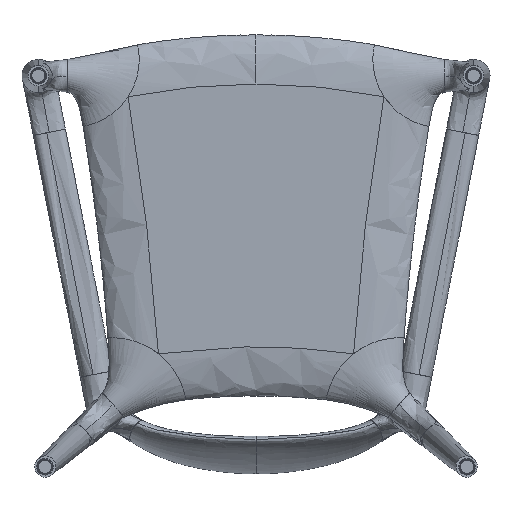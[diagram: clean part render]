
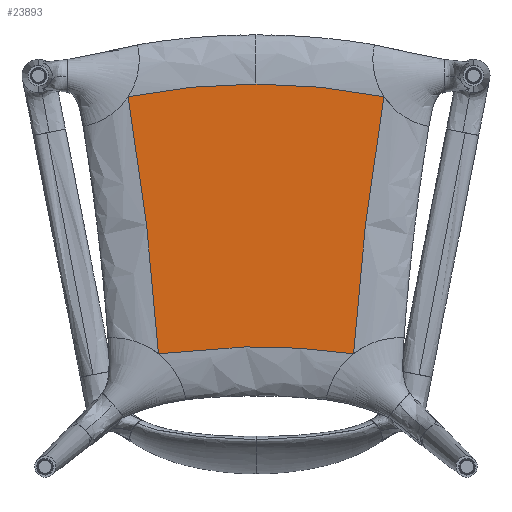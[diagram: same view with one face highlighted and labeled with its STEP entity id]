
A CAD part, front view. The second image highlights one B-rep face of the part: STEP entity #23893.
In plain terms, the highlighted planar face has unit normal (0, -1, 0).
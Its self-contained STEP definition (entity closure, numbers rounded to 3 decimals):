
#2238 = CARTESIAN_POINT ( 'NONE',  ( -146.994, 430., -77.178 ) ) ;
#2845 = CARTESIAN_POINT ( 'NONE',  ( 122.31, 430., -286.031 ) ) ;
#3228 = CARTESIAN_POINT ( 'NONE',  ( 118.838, 430., -338.493 ) ) ;
#3707 = CARTESIAN_POINT ( 'NONE',  ( 118.838, 430., -338.493 ) ) ;
#4887 = EDGE_CURVE ( 'NONE', #35685, #45753, #35276, .T. ) ;
#5480 = CARTESIAN_POINT ( 'NONE',  ( 99.164, 430., -335.667 ) ) ;
#7563 = CARTESIAN_POINT ( 'NONE',  ( 146.994, 430., -77.179 ) ) ;
#7856 = EDGE_CURVE ( 'NONE', #34778, #35685, #18372, .T. ) ;
#7938 = CARTESIAN_POINT ( 'NONE',  ( 155.847, 430., -25.351 ) ) ;
#10667 = CARTESIAN_POINT ( 'NONE',  ( 155.847, 430., -25.351 ) ) ;
#11364 = CARTESIAN_POINT ( 'NONE',  ( -99.164, 430., -335.667 ) ) ;
#12328 = EDGE_CURVE ( 'NONE', #45753, #53596, #46214, .T. ) ;
#12538 = CARTESIAN_POINT ( 'NONE',  ( 118.838, 430., -338.493 ) ) ;
#13570 = CARTESIAN_POINT ( 'NONE',  ( 0., 430., -220. ) ) ;
#15717 = ORIENTED_EDGE ( 'NONE', *, *, #7856, .T. ) ;
#15768 = CARTESIAN_POINT ( 'NONE',  ( 52.255, 430., -11.604 ) ) ;
#16542 = CARTESIAN_POINT ( 'NONE',  ( 0., 430., -10. ) ) ;
#16571 = VERTEX_POINT ( 'NONE', #3707 ) ;
#17621 = CARTESIAN_POINT ( 'NONE',  ( 19.875, 430., -330. ) ) ;
#18372 = B_SPLINE_CURVE_WITH_KNOTS ( 'NONE', 3,
 ( #10667, #63947, #70205, #58466, #76084, #22418, #15768, #33406, #39673, #16542 ),
 .UNSPECIFIED., .F., .F.,
 ( 4, 2, 2, 2, 4 ),
 ( 0., 0.25, 0.5, 0.75, 1. ),
 .UNSPECIFIED. ) ;
#18793 = CARTESIAN_POINT ( 'NONE',  ( -118.838, 430., -338.493 ) ) ;
#19829 = FACE_OUTER_BOUND ( 'NONE', #74183, .T. ) ;
#22418 = CARTESIAN_POINT ( 'NONE',  ( 65.29, 430., -12.566 ) ) ;
#22770 = CARTESIAN_POINT ( 'NONE',  ( -130.147, 430., -20.566 ) ) ;
#22968 = CARTESIAN_POINT ( 'NONE',  ( -139.477, 430., -129.233 ) ) ;
#23893 = ADVANCED_FACE ( 'NONE', ( #19829 ), #43722, .F. ) ;
#27857 = CARTESIAN_POINT ( 'NONE',  ( -65.29, 430., -12.566 ) ) ;
#28061 = CARTESIAN_POINT ( 'NONE',  ( -122.31, 430., -286.03 ) ) ;
#28639 = CARTESIAN_POINT ( 'NONE',  ( -26.14, 430., -10.321 ) ) ;
#33406 = CARTESIAN_POINT ( 'NONE',  ( 26.14, 430., -10.321 ) ) ;
#33750 = CARTESIAN_POINT ( 'NONE',  ( -13.074, 430., -10. ) ) ;
#34646 = CARTESIAN_POINT ( 'NONE',  ( -155.847, 430., -25.351 ) ) ;
#34778 = VERTEX_POINT ( 'NONE', #37038 ) ;
#35276 = B_SPLINE_CURVE_WITH_KNOTS ( 'NONE', 3,
 ( #51011, #33750, #28639, #57655, #27857, #76439, #70562, #22770, #51779, #69780 ),
 .UNSPECIFIED., .F., .F.,
 ( 4, 2, 2, 2, 4 ),
 ( 0., 0.25, 0.5, 0.75, 1. ),
 .UNSPECIFIED. ) ;
#35685 = VERTEX_POINT ( 'NONE', #63638 ) ;
#36421 = EDGE_CURVE ( 'NONE', #16571, #34778, #41630, .T. ) ;
#37038 = CARTESIAN_POINT ( 'NONE',  ( 155.847, 430., -25.351 ) ) ;
#39673 = CARTESIAN_POINT ( 'NONE',  ( 13.074, 430., -10. ) ) ;
#39829 = CARTESIAN_POINT ( 'NONE',  ( -118.838, 430., -338.493 ) ) ;
#41630 = B_SPLINE_CURVE_WITH_KNOTS ( 'NONE', 3,
 ( #3228, #2845, #61244, #55750, #7563, #7938 ),
 .UNSPECIFIED., .F., .F.,
 ( 4, 2, 4 ),
 ( 0., 0.5, 1. ),
 .UNSPECIFIED. ) ;
#42300 = CARTESIAN_POINT ( 'NONE',  ( -19.875, 430., -330. ) ) ;
#42689 = CARTESIAN_POINT ( 'NONE',  ( 79.395, 430., -333.543 ) ) ;
#43226 = ORIENTED_EDGE ( 'NONE', *, *, #36421, .T. ) ;
#43722 = PLANE ( 'NONE',  #76220 ) ;
#44322 = B_SPLINE_CURVE_WITH_KNOTS ( 'NONE', 3,
 ( #18793, #11364, #59158, #48190, #42300, #17621, #66207, #42689, #5480, #12538 ),
 .UNSPECIFIED., .F., .F.,
 ( 4, 2, 2, 2, 4 ),
 ( 0., 0.25, 0.5, 0.75, 1. ),
 .UNSPECIFIED. ) ;
#45753 = VERTEX_POINT ( 'NONE', #34646 ) ;
#46214 = B_SPLINE_CURVE_WITH_KNOTS ( 'NONE', 3,
 ( #62582, #2238, #22968, #46868, #28061, #39829 ),
 .UNSPECIFIED., .F., .F.,
 ( 4, 2, 4 ),
 ( 0., 0.5, 1. ),
 .UNSPECIFIED. ) ;
#46868 = CARTESIAN_POINT ( 'NONE',  ( -127.135, 430., -233.658 ) ) ;
#48190 = CARTESIAN_POINT ( 'NONE',  ( -39.746, 430., -330.709 ) ) ;
#51011 = CARTESIAN_POINT ( 'NONE',  ( 0., 430., -10. ) ) ;
#51779 = CARTESIAN_POINT ( 'NONE',  ( -143.024, 430., -22.801 ) ) ;
#53596 = VERTEX_POINT ( 'NONE', #63744 ) ;
#55634 = ORIENTED_EDGE ( 'NONE', *, *, #57697, .T. ) ;
#55750 = CARTESIAN_POINT ( 'NONE',  ( 139.477, 430., -129.233 ) ) ;
#57655 = CARTESIAN_POINT ( 'NONE',  ( -52.255, 430., -11.604 ) ) ;
#57697 = EDGE_CURVE ( 'NONE', #53596, #16571, #44322, .T. ) ;
#58466 = CARTESIAN_POINT ( 'NONE',  ( 104.283, 430., -16.729 ) ) ;
#59158 = CARTESIAN_POINT ( 'NONE',  ( -79.395, 430., -333.543 ) ) ;
#60994 = DIRECTION ( 'NONE',  ( 0., 1., 0. ) ) ;
#61244 = CARTESIAN_POINT ( 'NONE',  ( 127.135, 430., -233.658 ) ) ;
#61462 = ORIENTED_EDGE ( 'NONE', *, *, #12328, .T. ) ;
#62582 = CARTESIAN_POINT ( 'NONE',  ( -155.847, 430., -25.351 ) ) ;
#63638 = CARTESIAN_POINT ( 'NONE',  ( 0., 430., -10. ) ) ;
#63744 = CARTESIAN_POINT ( 'NONE',  ( -118.838, 430., -338.493 ) ) ;
#63947 = CARTESIAN_POINT ( 'NONE',  ( 143.025, 430., -22.801 ) ) ;
#66207 = CARTESIAN_POINT ( 'NONE',  ( 39.746, 430., -330.709 ) ) ;
#69780 = CARTESIAN_POINT ( 'NONE',  ( -155.847, 430., -25.351 ) ) ;
#70205 = CARTESIAN_POINT ( 'NONE',  ( 130.147, 430., -20.566 ) ) ;
#70562 = CARTESIAN_POINT ( 'NONE',  ( -104.283, 430., -16.729 ) ) ;
#71863 = ORIENTED_EDGE ( 'NONE', *, *, #4887, .T. ) ;
#72360 = DIRECTION ( 'NONE',  ( 1., 0., 0. ) ) ;
#74183 = EDGE_LOOP ( 'NONE', ( #61462, #55634, #43226, #15717, #71863 ) ) ;
#76084 = CARTESIAN_POINT ( 'NONE',  ( 91.311, 430., -15.129 ) ) ;
#76220 = AXIS2_PLACEMENT_3D ( 'NONE', #13570, #60994, #72360 ) ;
#76439 = CARTESIAN_POINT ( 'NONE',  ( -91.311, 430., -15.129 ) ) ;
